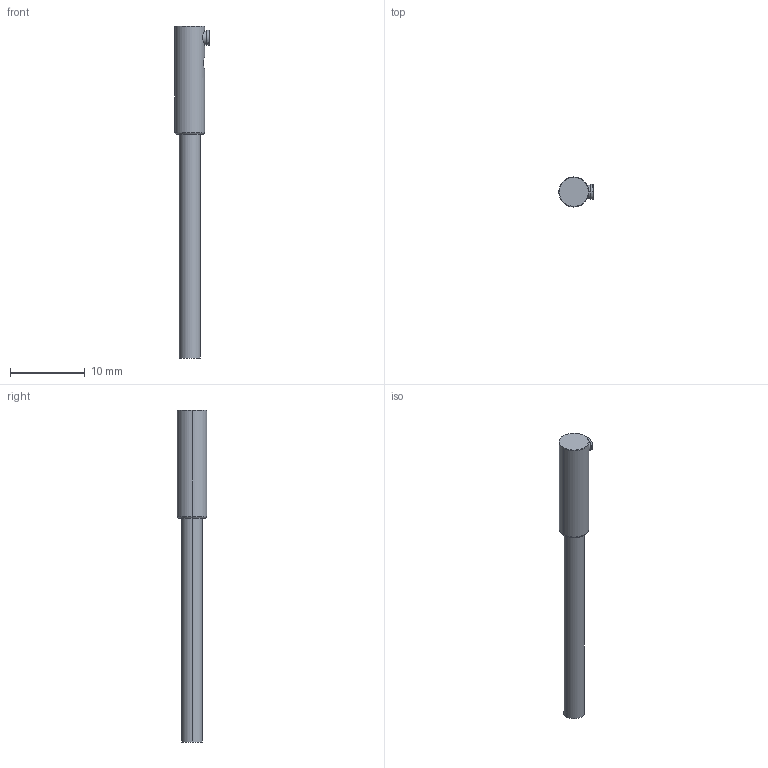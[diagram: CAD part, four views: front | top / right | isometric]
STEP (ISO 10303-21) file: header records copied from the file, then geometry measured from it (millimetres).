
FILE_DESCRIPTION (( 'STEP AP203' ), '1' );
FILE_NAME ('MR-C7.STEP', '2018-08-08T07:47:20', ( 'XiaZaiMa.COM' ), ( 'Win10NeT.COM' ), 'SwSTEP 2.0', 'SolidWorks 2016', '' );
FILE_SCHEMA (( 'CONFIG_CONTROL_DESIGN' ));
Length unit declared in the file: millimetre
Products named in the file (1): MR-C7
Bounding box: 4.6 x 4 x 44.5 mm (x, y, z)
Volume: 367.9 mm3; surface area: 480.4 mm2
Topology: 1 solids, 1 shells, 64 faces, 173 edges, 113 vertices
Faces by surface type: plane 36, cylinder 13, bspline 11, torus 4
Entity records: 2550 total; most frequent: CARTESIAN_POINT 923, ORIENTED_EDGE 346, DIRECTION 286, EDGE_CURVE 173, VERTEX_POINT 113, LINE 104, VECTOR 104, AXIS2_PLACEMENT_3D 91
